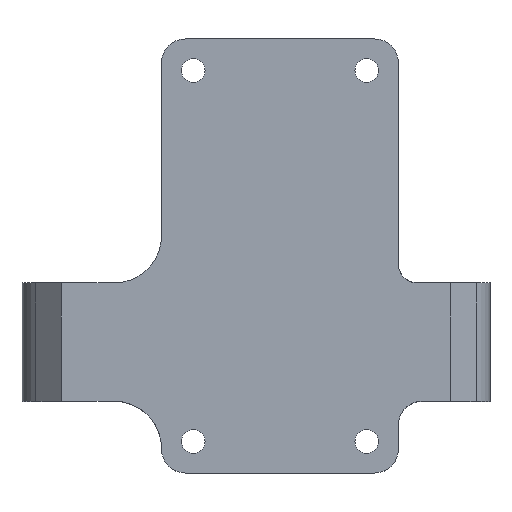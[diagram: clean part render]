
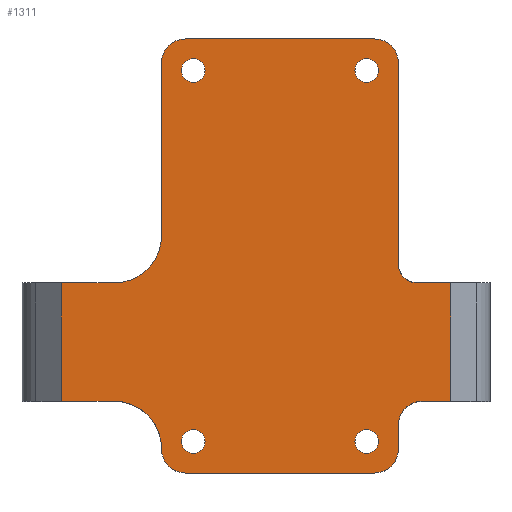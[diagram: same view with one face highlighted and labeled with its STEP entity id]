
A CAD part, top view. The second image highlights one B-rep face of the part: STEP entity #1311.
In plain terms, the highlighted planar face has unit normal (0, 0, 1).
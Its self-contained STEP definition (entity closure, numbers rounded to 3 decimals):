
#15=FACE_BOUND('',#159,.T.);
#16=FACE_BOUND('',#160,.T.);
#17=FACE_BOUND('',#161,.T.);
#18=FACE_BOUND('',#162,.T.);
#38=PLANE('',#1402);
#86=FACE_OUTER_BOUND('',#158,.T.);
#158=EDGE_LOOP('',(#915,#916,#917,#918,#919,#920,#921,#922,#923,#924,#925,
#926,#927,#928,#929,#930,#931,#932,#933,#934));
#159=EDGE_LOOP('',(#935));
#160=EDGE_LOOP('',(#936));
#161=EDGE_LOOP('',(#937));
#162=EDGE_LOOP('',(#938));
#250=CIRCLE('',#1396,3.);
#253=CIRCLE('',#1401,3.);
#254=CIRCLE('',#1403,3.);
#255=CIRCLE('',#1404,6.);
#256=CIRCLE('',#1405,6.);
#257=CIRCLE('',#1406,3.);
#258=CIRCLE('',#1407,3.);
#259=CIRCLE('',#1408,2.4);
#260=CIRCLE('',#1409,1.5);
#261=CIRCLE('',#1410,1.5);
#262=CIRCLE('',#1411,1.5);
#263=CIRCLE('',#1412,1.5);
#305=LINE('',#1935,#442);
#312=LINE('',#1954,#449);
#313=LINE('',#1958,#450);
#314=LINE('',#1962,#451);
#315=LINE('',#1964,#452);
#316=LINE('',#1966,#453);
#317=LINE('',#1970,#454);
#318=LINE('',#1974,#455);
#319=LINE('',#1977,#456);
#320=LINE('',#1979,#457);
#321=LINE('',#1981,#458);
#322=LINE('',#1984,#459);
#442=VECTOR('',#1534,10.);
#449=VECTOR('',#1549,10.);
#450=VECTOR('',#1552,10.);
#451=VECTOR('',#1555,10.);
#452=VECTOR('',#1556,10.);
#453=VECTOR('',#1557,10.);
#454=VECTOR('',#1560,10.);
#455=VECTOR('',#1563,10.);
#456=VECTOR('',#1566,10.);
#457=VECTOR('',#1567,10.);
#458=VECTOR('',#1568,10.);
#459=VECTOR('',#1571,10.);
#582=VERTEX_POINT('',#1926);
#583=VERTEX_POINT('',#1928);
#585=VERTEX_POINT('',#1934);
#591=VERTEX_POINT('',#1947);
#592=VERTEX_POINT('',#1949);
#593=VERTEX_POINT('',#1953);
#594=VERTEX_POINT('',#1955);
#595=VERTEX_POINT('',#1957);
#596=VERTEX_POINT('',#1959);
#597=VERTEX_POINT('',#1961);
#598=VERTEX_POINT('',#1963);
#599=VERTEX_POINT('',#1965);
#600=VERTEX_POINT('',#1967);
#601=VERTEX_POINT('',#1969);
#602=VERTEX_POINT('',#1971);
#603=VERTEX_POINT('',#1973);
#604=VERTEX_POINT('',#1976);
#605=VERTEX_POINT('',#1978);
#606=VERTEX_POINT('',#1980);
#607=VERTEX_POINT('',#1982);
#608=VERTEX_POINT('',#1985);
#609=VERTEX_POINT('',#1987);
#610=VERTEX_POINT('',#1989);
#611=VERTEX_POINT('',#1991);
#710=EDGE_CURVE('',#582,#583,#250,.T.);
#713=EDGE_CURVE('',#583,#585,#305,.T.);
#720=EDGE_CURVE('',#591,#592,#253,.T.);
#722=EDGE_CURVE('',#593,#591,#312,.T.);
#723=EDGE_CURVE('',#594,#593,#254,.T.);
#724=EDGE_CURVE('',#595,#594,#313,.T.);
#725=EDGE_CURVE('',#596,#595,#255,.T.);
#726=EDGE_CURVE('',#597,#596,#314,.T.);
#727=EDGE_CURVE('',#598,#597,#315,.T.);
#728=EDGE_CURVE('',#599,#598,#316,.T.);
#729=EDGE_CURVE('',#600,#599,#256,.T.);
#730=EDGE_CURVE('',#601,#600,#317,.T.);
#731=EDGE_CURVE('',#602,#601,#257,.T.);
#732=EDGE_CURVE('',#603,#602,#318,.T.);
#733=EDGE_CURVE('',#585,#603,#258,.T.);
#734=EDGE_CURVE('',#604,#582,#319,.T.);
#735=EDGE_CURVE('',#605,#604,#320,.T.);
#736=EDGE_CURVE('',#606,#605,#321,.T.);
#737=EDGE_CURVE('',#607,#606,#259,.T.);
#738=EDGE_CURVE('',#592,#607,#322,.T.);
#739=EDGE_CURVE('',#608,#608,#260,.T.);
#740=EDGE_CURVE('',#609,#609,#261,.T.);
#741=EDGE_CURVE('',#610,#610,#262,.T.);
#742=EDGE_CURVE('',#611,#611,#263,.T.);
#915=ORIENTED_EDGE('',*,*,#720,.F.);
#916=ORIENTED_EDGE('',*,*,#722,.F.);
#917=ORIENTED_EDGE('',*,*,#723,.F.);
#918=ORIENTED_EDGE('',*,*,#724,.F.);
#919=ORIENTED_EDGE('',*,*,#725,.F.);
#920=ORIENTED_EDGE('',*,*,#726,.F.);
#921=ORIENTED_EDGE('',*,*,#727,.F.);
#922=ORIENTED_EDGE('',*,*,#728,.F.);
#923=ORIENTED_EDGE('',*,*,#729,.F.);
#924=ORIENTED_EDGE('',*,*,#730,.F.);
#925=ORIENTED_EDGE('',*,*,#731,.F.);
#926=ORIENTED_EDGE('',*,*,#732,.F.);
#927=ORIENTED_EDGE('',*,*,#733,.F.);
#928=ORIENTED_EDGE('',*,*,#713,.F.);
#929=ORIENTED_EDGE('',*,*,#710,.F.);
#930=ORIENTED_EDGE('',*,*,#734,.F.);
#931=ORIENTED_EDGE('',*,*,#735,.F.);
#932=ORIENTED_EDGE('',*,*,#736,.F.);
#933=ORIENTED_EDGE('',*,*,#737,.F.);
#934=ORIENTED_EDGE('',*,*,#738,.F.);
#935=ORIENTED_EDGE('',*,*,#739,.F.);
#936=ORIENTED_EDGE('',*,*,#740,.F.);
#937=ORIENTED_EDGE('',*,*,#741,.F.);
#938=ORIENTED_EDGE('',*,*,#742,.F.);
#1311=ADVANCED_FACE('',(#86,#15,#16,#17,#18),#38,.T.);
#1396=AXIS2_PLACEMENT_3D('',#1929,#1527,#1528);
#1401=AXIS2_PLACEMENT_3D('',#1950,#1544,#1545);
#1402=AXIS2_PLACEMENT_3D('',#1952,#1547,#1548);
#1403=AXIS2_PLACEMENT_3D('',#1956,#1550,#1551);
#1404=AXIS2_PLACEMENT_3D('',#1960,#1553,#1554);
#1405=AXIS2_PLACEMENT_3D('',#1968,#1558,#1559);
#1406=AXIS2_PLACEMENT_3D('',#1972,#1561,#1562);
#1407=AXIS2_PLACEMENT_3D('',#1975,#1564,#1565);
#1408=AXIS2_PLACEMENT_3D('',#1983,#1569,#1570);
#1409=AXIS2_PLACEMENT_3D('',#1986,#1572,#1573);
#1410=AXIS2_PLACEMENT_3D('',#1988,#1574,#1575);
#1411=AXIS2_PLACEMENT_3D('',#1990,#1576,#1577);
#1412=AXIS2_PLACEMENT_3D('',#1992,#1578,#1579);
#1527=DIRECTION('center_axis',(0.,0.,
1.));
#1528=DIRECTION('ref_axis',(-0.707,0.707,0.));
#1534=DIRECTION('',(0.,-1.,0.));
#1544=DIRECTION('center_axis',(0.,0.,
-1.));
#1545=DIRECTION('ref_axis',(0.707,0.707,0.));
#1547=DIRECTION('center_axis',(0.,0.,
1.));
#1548=DIRECTION('ref_axis',(1.,0.,0.));
#1549=DIRECTION('',(1.,0.,0.));
#1550=DIRECTION('center_axis',(0.,0.,
-1.));
#1551=DIRECTION('ref_axis',(-0.707,0.707,0.));
#1552=DIRECTION('',(0.,1.,0.));
#1553=DIRECTION('center_axis',(0.,0.,
1.));
#1554=DIRECTION('ref_axis',(0.707,-0.707,0.));
#1555=DIRECTION('',(1.,0.,0.));
#1556=DIRECTION('',(0.,1.,0.));
#1557=DIRECTION('',(-1.,0.,0.));
#1558=DIRECTION('center_axis',(0.,0.,
1.));
#1559=DIRECTION('ref_axis',(0.707,0.707,0.));
#1560=DIRECTION('',(0.,1.,0.));
#1561=DIRECTION('center_axis',(0.,0.,
-1.));
#1562=DIRECTION('ref_axis',(-0.707,-0.707,0.));
#1563=DIRECTION('',(-1.,0.,0.));
#1564=DIRECTION('center_axis',(0.,0.,
-1.));
#1565=DIRECTION('ref_axis',(0.707,-0.707,0.));
#1566=DIRECTION('',(-1.,0.,0.));
#1567=DIRECTION('',(0.,-1.,0.));
#1568=DIRECTION('',(1.,0.,0.));
#1569=DIRECTION('center_axis',(0.,0.,
1.));
#1570=DIRECTION('ref_axis',(-0.707,-0.707,0.));
#1571=DIRECTION('',(0.,-1.,0.));
#1572=DIRECTION('center_axis',(0.,0.,
1.));
#1573=DIRECTION('ref_axis',(1.,0.,0.));
#1574=DIRECTION('center_axis',(0.,0.,
1.));
#1575=DIRECTION('ref_axis',(1.,0.,0.));
#1576=DIRECTION('center_axis',(0.,0.,
1.));
#1577=DIRECTION('ref_axis',(1.,0.,0.));
#1578=DIRECTION('center_axis',(0.,0.,
1.));
#1579=DIRECTION('ref_axis',(1.,0.,0.));
#1926=CARTESIAN_POINT('',(60.233,90.816,7.035));
#1928=CARTESIAN_POINT('',(57.233,87.816,7.035));
#1929=CARTESIAN_POINT('Origin',(60.233,87.816,7.035));
#1934=CARTESIAN_POINT('',(57.233,84.727,7.035));
#1935=CARTESIAN_POINT('',(57.233,90.816,7.035));
#1947=CARTESIAN_POINT('',(54.233,136.727,7.035));
#1949=CARTESIAN_POINT('',(57.233,133.727,7.035));
#1950=CARTESIAN_POINT('Origin',(54.233,133.727,7.035));
#1952=CARTESIAN_POINT('Origin',(9.545,90.816,7.035));
#1953=CARTESIAN_POINT('',(30.233,136.727,7.035));
#1954=CARTESIAN_POINT('',(18.389,136.727,7.035));
#1955=CARTESIAN_POINT('',(27.233,133.727,7.035));
#1956=CARTESIAN_POINT('Origin',(30.233,133.727,7.035));
#1957=CARTESIAN_POINT('',(27.233,111.816,7.035));
#1958=CARTESIAN_POINT('',(27.233,98.316,7.035));
#1959=CARTESIAN_POINT('',(21.233,105.816,7.035));
#1960=CARTESIAN_POINT('Origin',(21.233,111.816,7.035));
#1961=CARTESIAN_POINT('',(14.545,105.816,7.035));
#1962=CARTESIAN_POINT('',(24.37,105.816,7.035));
#1963=CARTESIAN_POINT('',(14.545,90.816,7.035));
#1964=CARTESIAN_POINT('',(14.545,90.816,7.035));
#1965=CARTESIAN_POINT('',(21.233,90.816,7.035));
#1966=CARTESIAN_POINT('',(24.37,90.816,7.035));
#1967=CARTESIAN_POINT('',(27.233,84.816,7.035));
#1968=CARTESIAN_POINT('Origin',(21.233,84.816,7.035));
#1969=CARTESIAN_POINT('',(27.233,84.727,7.035));
#1970=CARTESIAN_POINT('',(27.233,86.271,7.035));
#1971=CARTESIAN_POINT('',(30.233,81.727,7.035));
#1972=CARTESIAN_POINT('Origin',(30.233,84.727,7.035));
#1973=CARTESIAN_POINT('',(54.233,81.727,7.035));
#1974=CARTESIAN_POINT('',(33.389,81.727,7.035));
#1975=CARTESIAN_POINT('Origin',(54.233,84.727,7.035));
#1976=CARTESIAN_POINT('',(63.845,90.816,7.035));
#1977=CARTESIAN_POINT('',(24.37,90.816,7.035));
#1978=CARTESIAN_POINT('',(63.845,105.816,7.035));
#1979=CARTESIAN_POINT('',(63.845,90.816,7.035));
#1980=CARTESIAN_POINT('',(59.633,105.816,7.035));
#1981=CARTESIAN_POINT('',(24.37,105.816,7.035));
#1982=CARTESIAN_POINT('',(57.233,108.216,7.035));
#1983=CARTESIAN_POINT('Origin',(59.633,108.216,7.035));
#1984=CARTESIAN_POINT('',(57.233,113.771,7.035));
#1985=CARTESIAN_POINT('',(29.733,85.727,7.035));
#1986=CARTESIAN_POINT('Origin',(31.233,85.727,7.035));
#1987=CARTESIAN_POINT('',(51.733,85.727,7.035));
#1988=CARTESIAN_POINT('Origin',(53.233,85.727,7.035));
#1989=CARTESIAN_POINT('',(51.733,132.727,7.035));
#1990=CARTESIAN_POINT('Origin',(53.233,132.727,7.035));
#1991=CARTESIAN_POINT('',(29.733,132.727,7.035));
#1992=CARTESIAN_POINT('Origin',(31.233,132.727,7.035));
